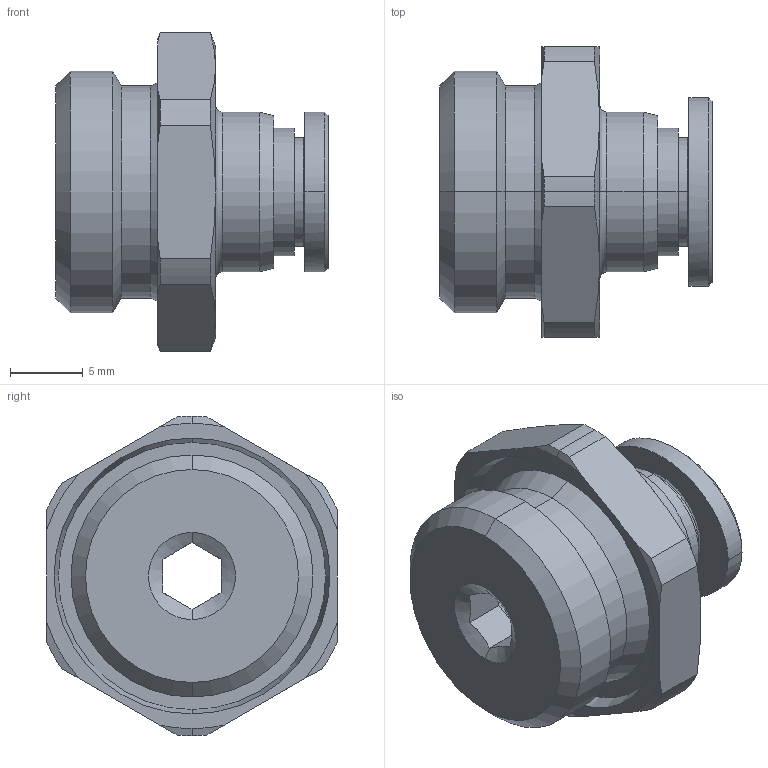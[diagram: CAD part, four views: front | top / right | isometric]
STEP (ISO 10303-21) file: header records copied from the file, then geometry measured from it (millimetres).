
FILE_DESCRIPTION((''),'2;1');
FILE_NAME('GPC 06G03(3D).stp','2012-12-20T14:19:49',(''),(''),'Mechanical Desktop.R8.0.24.0','Mechanical Desktop.R8.0.24.0',', , ');
FILE_SCHEMA(('CONFIG_CONTROL_DESIGN'));
Length unit declared in the file: millimetre
Products named in the file (2): GPC 06G03(3D); ºÎÇ°1
Assembly tree (1 placements, depth 2):
  GPC 06G03(3D)
    ºÎÇ°1
Bounding box: 18.75 x 20 x 22 mm (x, y, z)
Volume: 2801.6 mm3; surface area: 2094.3 mm2
Topology: 1 solids, 1 shells, 278 faces, 749 edges, 490 vertices
Faces by surface type: plane 185, bspline 32, cylinder 31, cone 30
Entity records: 9584 total; most frequent: CARTESIAN_POINT 2585, ORIENTED_EDGE 1498, DIRECTION 1355, EDGE_CURVE 749, VECTOR 563, LINE 563, VERTEX_POINT 490, AXIS2_PLACEMENT_3D 396
